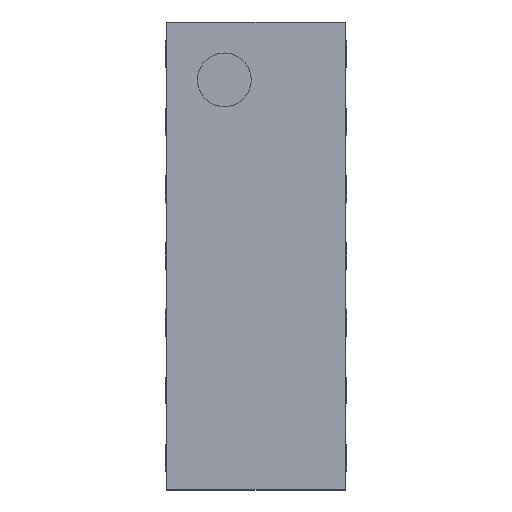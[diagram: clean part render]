
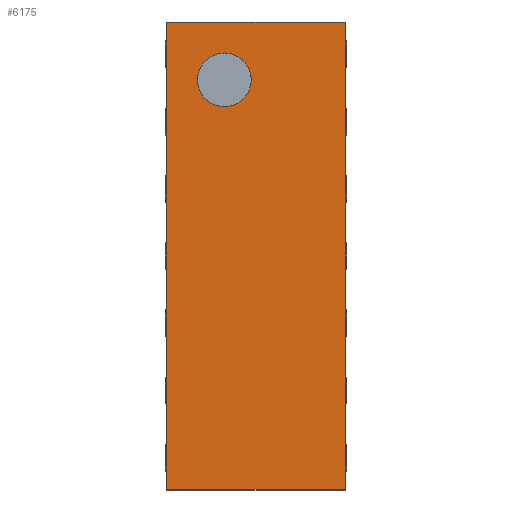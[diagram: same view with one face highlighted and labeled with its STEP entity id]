
A CAD part, top view. The second image highlights one B-rep face of the part: STEP entity #6175.
In plain terms, the highlighted planar face has unit normal (0, 0, 1).
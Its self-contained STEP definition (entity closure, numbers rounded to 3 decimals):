
#128 = PLANE('',#129);
#129 = AXIS2_PLACEMENT_3D('',#130,#131,#132);
#130 = CARTESIAN_POINT('',(0.665,1.74,0.02));
#131 = DIRECTION('',(1.,0.,0.));
#132 = DIRECTION('',(0.,0.,1.));
#358 = PLANE('',#359);
#359 = AXIS2_PLACEMENT_3D('',#360,#361,#362);
#360 = CARTESIAN_POINT('',(-0.665,1.74,0.02));
#361 = DIRECTION('',(0.,-1.,0.));
#362 = DIRECTION('',(0.,0.,1.));
#386 = PLANE('',#387);
#387 = AXIS2_PLACEMENT_3D('',#388,#389,#390);
#388 = CARTESIAN_POINT('',(-0.665,1.74,0.02));
#389 = DIRECTION('',(1.,0.,0.));
#390 = DIRECTION('',(0.,0.,1.));
#1142 = PLANE('',#1143);
#1143 = AXIS2_PLACEMENT_3D('',#1144,#1145,#1146);
#1144 = CARTESIAN_POINT('',(-0.665,-1.74,0.02));
#1145 = DIRECTION('',(0.,-1.,0.));
#1146 = DIRECTION('',(0.,0.,1.));
#1828 = VERTEX_POINT('',#1829);
#1829 = CARTESIAN_POINT('',(0.665,1.74,0.52));
#1850 = EDGE_CURVE('',#1828,#1851,#1853,.T.);
#1851 = VERTEX_POINT('',#1852);
#1852 = CARTESIAN_POINT('',(0.665,-1.74,0.52));
#1853 = SURFACE_CURVE('',#1854,(#1858,#1865),.PCURVE_S1.);
#1854 = LINE('',#1855,#1856);
#1855 = CARTESIAN_POINT('',(0.665,1.74,0.52));
#1856 = VECTOR('',#1857,1.);
#1857 = DIRECTION('',(0.,-1.,0.));
#1858 = PCURVE('',#128,#1859);
#1859 = DEFINITIONAL_REPRESENTATION('',(#1860),#1864);
#1860 = LINE('',#1861,#1862);
#1861 = CARTESIAN_POINT('',(0.5,0.));
#1862 = VECTOR('',#1863,1.);
#1863 = DIRECTION('',(0.,1.));
#1864 = ( GEOMETRIC_REPRESENTATION_CONTEXT(2)
PARAMETRIC_REPRESENTATION_CONTEXT() REPRESENTATION_CONTEXT('2D SPACE',''
) );
#1865 = PCURVE('',#1866,#1871);
#1866 = PLANE('',#1867);
#1867 = AXIS2_PLACEMENT_3D('',#1868,#1869,#1870);
#1868 = CARTESIAN_POINT('',(-0.665,1.74,0.52));
#1869 = DIRECTION('',(0.,0.,1.));
#1870 = DIRECTION('',(0.,-1.,0.));
#1871 = DEFINITIONAL_REPRESENTATION('',(#1872),#1876);
#1872 = LINE('',#1873,#1874);
#1873 = CARTESIAN_POINT('',(0.,1.33));
#1874 = VECTOR('',#1875,1.);
#1875 = DIRECTION('',(1.,0.));
#1876 = ( GEOMETRIC_REPRESENTATION_CONTEXT(2)
PARAMETRIC_REPRESENTATION_CONTEXT() REPRESENTATION_CONTEXT('2D SPACE',''
) );
#3814 = VERTEX_POINT('',#3815);
#3815 = CARTESIAN_POINT('',(-0.665,-1.74,0.52));
#3838 = EDGE_CURVE('',#3814,#1851,#3839,.T.);
#3839 = SURFACE_CURVE('',#3840,(#3844,#3851),.PCURVE_S1.);
#3840 = LINE('',#3841,#3842);
#3841 = CARTESIAN_POINT('',(-0.665,-1.74,0.52));
#3842 = VECTOR('',#3843,1.);
#3843 = DIRECTION('',(1.,0.,0.));
#3844 = PCURVE('',#1142,#3845);
#3845 = DEFINITIONAL_REPRESENTATION('',(#3846),#3850);
#3846 = LINE('',#3847,#3848);
#3847 = CARTESIAN_POINT('',(0.5,0.));
#3848 = VECTOR('',#3849,1.);
#3849 = DIRECTION('',(0.,-1.));
#3850 = ( GEOMETRIC_REPRESENTATION_CONTEXT(2)
PARAMETRIC_REPRESENTATION_CONTEXT() REPRESENTATION_CONTEXT('2D SPACE',''
) );
#3851 = PCURVE('',#1866,#3852);
#3852 = DEFINITIONAL_REPRESENTATION('',(#3853),#3857);
#3853 = LINE('',#3854,#3855);
#3854 = CARTESIAN_POINT('',(3.48,0.));
#3855 = VECTOR('',#3856,1.);
#3856 = DIRECTION('',(0.,1.));
#3857 = ( GEOMETRIC_REPRESENTATION_CONTEXT(2)
PARAMETRIC_REPRESENTATION_CONTEXT() REPRESENTATION_CONTEXT('2D SPACE',''
) );
#3864 = VERTEX_POINT('',#3865);
#3865 = CARTESIAN_POINT('',(-0.665,1.74,0.52));
#3886 = EDGE_CURVE('',#3864,#3814,#3887,.T.);
#3887 = SURFACE_CURVE('',#3888,(#3892,#3899),.PCURVE_S1.);
#3888 = LINE('',#3889,#3890);
#3889 = CARTESIAN_POINT('',(-0.665,1.74,0.52));
#3890 = VECTOR('',#3891,1.);
#3891 = DIRECTION('',(0.,-1.,0.));
#3892 = PCURVE('',#386,#3893);
#3893 = DEFINITIONAL_REPRESENTATION('',(#3894),#3898);
#3894 = LINE('',#3895,#3896);
#3895 = CARTESIAN_POINT('',(0.5,0.));
#3896 = VECTOR('',#3897,1.);
#3897 = DIRECTION('',(0.,1.));
#3898 = ( GEOMETRIC_REPRESENTATION_CONTEXT(2)
PARAMETRIC_REPRESENTATION_CONTEXT() REPRESENTATION_CONTEXT('2D SPACE',''
) );
#3899 = PCURVE('',#1866,#3900);
#3900 = DEFINITIONAL_REPRESENTATION('',(#3901),#3905);
#3901 = LINE('',#3902,#3903);
#3902 = CARTESIAN_POINT('',(0.,0.));
#3903 = VECTOR('',#3904,1.);
#3904 = DIRECTION('',(1.,0.));
#3905 = ( GEOMETRIC_REPRESENTATION_CONTEXT(2)
PARAMETRIC_REPRESENTATION_CONTEXT() REPRESENTATION_CONTEXT('2D SPACE',''
) );
#5993 = EDGE_CURVE('',#3864,#1828,#5994,.T.);
#5994 = SURFACE_CURVE('',#5995,(#5999,#6006),.PCURVE_S1.);
#5995 = LINE('',#5996,#5997);
#5996 = CARTESIAN_POINT('',(-0.665,1.74,0.52));
#5997 = VECTOR('',#5998,1.);
#5998 = DIRECTION('',(1.,0.,0.));
#5999 = PCURVE('',#358,#6000);
#6000 = DEFINITIONAL_REPRESENTATION('',(#6001),#6005);
#6001 = LINE('',#6002,#6003);
#6002 = CARTESIAN_POINT('',(0.5,0.));
#6003 = VECTOR('',#6004,1.);
#6004 = DIRECTION('',(0.,-1.));
#6005 = ( GEOMETRIC_REPRESENTATION_CONTEXT(2)
PARAMETRIC_REPRESENTATION_CONTEXT() REPRESENTATION_CONTEXT('2D SPACE',''
) );
#6006 = PCURVE('',#1866,#6007);
#6007 = DEFINITIONAL_REPRESENTATION('',(#6008),#6012);
#6008 = LINE('',#6009,#6010);
#6009 = CARTESIAN_POINT('',(0.,0.));
#6010 = VECTOR('',#6011,1.);
#6011 = DIRECTION('',(0.,1.));
#6012 = ( GEOMETRIC_REPRESENTATION_CONTEXT(2)
PARAMETRIC_REPRESENTATION_CONTEXT() REPRESENTATION_CONTEXT('2D SPACE',''
) );
#6175 = ADVANCED_FACE('',(#6176,#6182),#1866,.T.);
#6176 = FACE_BOUND('',#6177,.T.);
#6177 = EDGE_LOOP('',(#6178,#6179,#6180,#6181));
#6178 = ORIENTED_EDGE('',*,*,#5993,.F.);
#6179 = ORIENTED_EDGE('',*,*,#3886,.T.);
#6180 = ORIENTED_EDGE('',*,*,#3838,.T.);
#6181 = ORIENTED_EDGE('',*,*,#1850,.F.);
#6182 = FACE_BOUND('',#6183,.T.);
#6183 = EDGE_LOOP('',(#6184));
#6184 = ORIENTED_EDGE('',*,*,#6185,.T.);
#6185 = EDGE_CURVE('',#6186,#6186,#6188,.T.);
#6186 = VERTEX_POINT('',#6187);
#6187 = CARTESIAN_POINT('',(-0.235,1.11,0.52));
#6188 = SURFACE_CURVE('',#6189,(#6194,#6205),.PCURVE_S1.);
#6189 = CIRCLE('',#6190,0.2);
#6190 = AXIS2_PLACEMENT_3D('',#6191,#6192,#6193);
#6191 = CARTESIAN_POINT('',(-0.235,1.31,0.52));
#6192 = DIRECTION('',(-0.,0.,-1.));
#6193 = DIRECTION('',(0.,-1.,0.));
#6194 = PCURVE('',#1866,#6195);
#6195 = DEFINITIONAL_REPRESENTATION('',(#6196),#6204);
#6196 = ( BOUNDED_CURVE() B_SPLINE_CURVE(2,(#6197,#6198,#6199,#6200,
#6201,#6202,#6203),.UNSPECIFIED.,.T.,.F.) B_SPLINE_CURVE_WITH_KNOTS((1,2
,2,2,2,1),(-2.094,0.,2.094,4.189,
6.283,8.378),.UNSPECIFIED.) CURVE()
GEOMETRIC_REPRESENTATION_ITEM() RATIONAL_B_SPLINE_CURVE((1.,0.5,1.,0.5,
1.,0.5,1.)) REPRESENTATION_ITEM('') );
#6197 = CARTESIAN_POINT('',(0.63,0.43));
#6198 = CARTESIAN_POINT('',(0.63,0.084));
#6199 = CARTESIAN_POINT('',(0.33,0.257));
#6200 = CARTESIAN_POINT('',(0.03,0.43));
#6201 = CARTESIAN_POINT('',(0.33,0.603));
#6202 = CARTESIAN_POINT('',(0.63,0.776));
#6203 = CARTESIAN_POINT('',(0.63,0.43));
#6204 = ( GEOMETRIC_REPRESENTATION_CONTEXT(2)
PARAMETRIC_REPRESENTATION_CONTEXT() REPRESENTATION_CONTEXT('2D SPACE',''
) );
#6205 = PCURVE('',#6206,#6211);
#6206 = CYLINDRICAL_SURFACE('',#6207,0.2);
#6207 = AXIS2_PLACEMENT_3D('',#6208,#6209,#6210);
#6208 = CARTESIAN_POINT('',(-0.235,1.31,0.53));
#6209 = DIRECTION('',(0.,0.,-1.));
#6210 = DIRECTION('',(0.,-1.,0.));
#6211 = DEFINITIONAL_REPRESENTATION('',(#6212),#6216);
#6212 = LINE('',#6213,#6214);
#6213 = CARTESIAN_POINT('',(-6.283,0.01));
#6214 = VECTOR('',#6215,1.);
#6215 = DIRECTION('',(1.,-0.));
#6216 = ( GEOMETRIC_REPRESENTATION_CONTEXT(2)
PARAMETRIC_REPRESENTATION_CONTEXT() REPRESENTATION_CONTEXT('2D SPACE',''
) );
